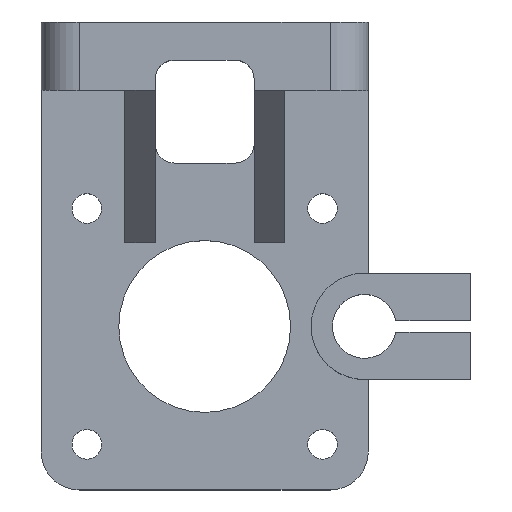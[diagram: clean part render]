
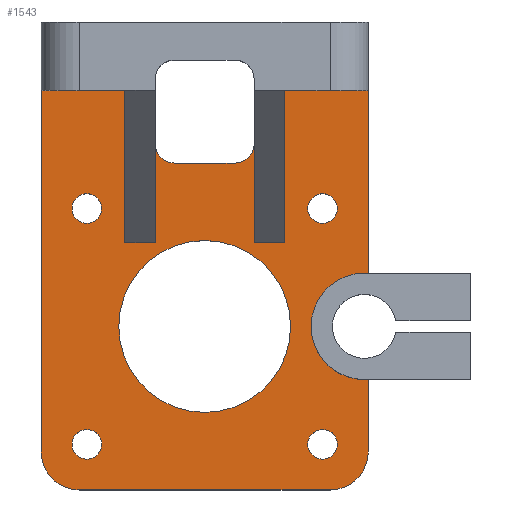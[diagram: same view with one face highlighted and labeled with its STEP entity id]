
A CAD part, top view. The second image highlights one B-rep face of the part: STEP entity #1543.
In plain terms, the highlighted planar face has unit normal (0, 0, 1).
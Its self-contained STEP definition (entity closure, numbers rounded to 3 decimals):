
#27=FACE_BOUND('',#247,.T.);
#28=FACE_BOUND('',#248,.T.);
#29=FACE_BOUND('',#249,.T.);
#30=FACE_BOUND('',#250,.T.);
#31=FACE_BOUND('',#251,.T.);
#83=PLANE('',#1668);
#157=FACE_OUTER_BOUND('',#246,.T.);
#246=EDGE_LOOP('',(#1344,#1345,#1346,#1347,#1348,#1349,#1350,#1351,#1352,
#1353,#1354,#1355,#1356,#1357,#1358,#1359,#1360,#1361,#1362,#1363));
#247=EDGE_LOOP('',(#1364));
#248=EDGE_LOOP('',(#1365));
#249=EDGE_LOOP('',(#1366));
#250=EDGE_LOOP('',(#1367));
#251=EDGE_LOOP('',(#1368));
#293=LINE('',#2162,#472);
#318=LINE('',#2237,#497);
#411=LINE('',#2450,#590);
#416=LINE('',#2462,#595);
#418=LINE('',#2465,#597);
#419=LINE('',#2468,#598);
#422=LINE('',#2474,#601);
#424=LINE('',#2477,#603);
#425=LINE('',#2479,#604);
#426=LINE('',#2482,#605);
#427=LINE('',#2484,#606);
#428=LINE('',#2488,#607);
#429=LINE('',#2490,#608);
#430=LINE('',#2491,#609);
#431=LINE('',#2492,#610);
#472=VECTOR('',#1737,10.);
#497=VECTOR('',#1794,10.);
#590=VECTOR('',#2003,10.);
#595=VECTOR('',#2016,10.);
#597=VECTOR('',#2020,10.);
#598=VECTOR('',#2023,10.);
#601=VECTOR('',#2028,10.);
#603=VECTOR('',#2032,10.);
#604=VECTOR('',#2035,10.);
#605=VECTOR('',#2038,10.);
#606=VECTOR('',#2039,10.);
#607=VECTOR('',#2042,10.);
#608=VECTOR('',#2043,10.);
#609=VECTOR('',#2044,10.);
#610=VECTOR('',#2045,10.);
#637=CIRCLE('',#1586,5.);
#650=CIRCLE('',#1602,5.);
#657=CIRCLE('',#1647,1.95);
#658=CIRCLE('',#1649,1.95);
#659=CIRCLE('',#1651,1.95);
#660=CIRCLE('',#1653,1.95);
#661=CIRCLE('',#1657,2.5);
#662=CIRCLE('',#1660,2.5);
#663=CIRCLE('',#1669,7.);
#664=CIRCLE('',#1670,11.3);
#693=VERTEX_POINT('',#2159);
#694=VERTEX_POINT('',#2161);
#701=VERTEX_POINT('',#2177);
#702=VERTEX_POINT('',#2178);
#728=VERTEX_POINT('',#2235);
#729=VERTEX_POINT('',#2239);
#784=VERTEX_POINT('',#2422);
#785=VERTEX_POINT('',#2426);
#786=VERTEX_POINT('',#2430);
#787=VERTEX_POINT('',#2434);
#788=VERTEX_POINT('',#2443);
#789=VERTEX_POINT('',#2444);
#790=VERTEX_POINT('',#2449);
#791=VERTEX_POINT('',#2453);
#792=VERTEX_POINT('',#2459);
#793=VERTEX_POINT('',#2461);
#794=VERTEX_POINT('',#2467);
#795=VERTEX_POINT('',#2471);
#796=VERTEX_POINT('',#2473);
#797=VERTEX_POINT('',#2481);
#798=VERTEX_POINT('',#2483);
#799=VERTEX_POINT('',#2485);
#800=VERTEX_POINT('',#2487);
#801=VERTEX_POINT('',#2489);
#802=VERTEX_POINT('',#2493);
#841=EDGE_CURVE('',#693,#694,#293,.T.);
#849=EDGE_CURVE('',#701,#702,#637,.T.);
#879=EDGE_CURVE('',#728,#702,#318,.T.);
#880=EDGE_CURVE('',#728,#729,#650,.T.);
#971=EDGE_CURVE('',#784,#784,#657,.T.);
#973=EDGE_CURVE('',#785,#785,#658,.T.);
#975=EDGE_CURVE('',#786,#786,#659,.T.);
#977=EDGE_CURVE('',#787,#787,#660,.T.);
#981=EDGE_CURVE('',#788,#789,#661,.T.);
#984=EDGE_CURVE('',#790,#788,#411,.T.);
#986=EDGE_CURVE('',#791,#790,#662,.T.);
#990=EDGE_CURVE('',#792,#793,#416,.T.);
#992=EDGE_CURVE('',#789,#792,#418,.T.);
#993=EDGE_CURVE('',#793,#794,#419,.T.);
#996=EDGE_CURVE('',#795,#796,#422,.T.);
#998=EDGE_CURVE('',#694,#795,#424,.T.);
#999=EDGE_CURVE('',#796,#791,#425,.T.);
#1000=EDGE_CURVE('',#797,#729,#426,.T.);
#1001=EDGE_CURVE('',#798,#797,#427,.T.);
#1002=EDGE_CURVE('',#799,#798,#663,.T.);
#1003=EDGE_CURVE('',#800,#799,#428,.T.);
#1004=EDGE_CURVE('',#801,#800,#429,.T.);
#1005=EDGE_CURVE('',#794,#801,#430,.T.);
#1006=EDGE_CURVE('',#701,#693,#431,.T.);
#1007=EDGE_CURVE('',#802,#802,#664,.T.);
#1344=ORIENTED_EDGE('',*,*,#849,.T.);
#1345=ORIENTED_EDGE('',*,*,#879,.F.);
#1346=ORIENTED_EDGE('',*,*,#880,.T.);
#1347=ORIENTED_EDGE('',*,*,#1000,.F.);
#1348=ORIENTED_EDGE('',*,*,#1001,.F.);
#1349=ORIENTED_EDGE('',*,*,#1002,.F.);
#1350=ORIENTED_EDGE('',*,*,#1003,.F.);
#1351=ORIENTED_EDGE('',*,*,#1004,.F.);
#1352=ORIENTED_EDGE('',*,*,#1005,.F.);
#1353=ORIENTED_EDGE('',*,*,#993,.F.);
#1354=ORIENTED_EDGE('',*,*,#990,.F.);
#1355=ORIENTED_EDGE('',*,*,#992,.F.);
#1356=ORIENTED_EDGE('',*,*,#981,.F.);
#1357=ORIENTED_EDGE('',*,*,#984,.F.);
#1358=ORIENTED_EDGE('',*,*,#986,.F.);
#1359=ORIENTED_EDGE('',*,*,#999,.F.);
#1360=ORIENTED_EDGE('',*,*,#996,.F.);
#1361=ORIENTED_EDGE('',*,*,#998,.F.);
#1362=ORIENTED_EDGE('',*,*,#841,.F.);
#1363=ORIENTED_EDGE('',*,*,#1006,.F.);
#1364=ORIENTED_EDGE('',*,*,#971,.F.);
#1365=ORIENTED_EDGE('',*,*,#973,.F.);
#1366=ORIENTED_EDGE('',*,*,#975,.F.);
#1367=ORIENTED_EDGE('',*,*,#977,.F.);
#1368=ORIENTED_EDGE('',*,*,#1007,.F.);
#1543=ADVANCED_FACE('',(#157,#27,#28,#29,#30,#31),#83,.F.);
#1586=AXIS2_PLACEMENT_3D('',#2179,#1747,#1748);
#1602=AXIS2_PLACEMENT_3D('',#2240,#1797,#1798);
#1647=AXIS2_PLACEMENT_3D('',#2424,#1971,#1972);
#1649=AXIS2_PLACEMENT_3D('',#2428,#1976,#1977);
#1651=AXIS2_PLACEMENT_3D('',#2432,#1981,#1982);
#1653=AXIS2_PLACEMENT_3D('',#2436,#1986,#1987);
#1657=AXIS2_PLACEMENT_3D('',#2445,#1997,#1998);
#1660=AXIS2_PLACEMENT_3D('',#2454,#2007,#2008);
#1668=AXIS2_PLACEMENT_3D('',#2480,#2036,#2037);
#1669=AXIS2_PLACEMENT_3D('',#2486,#2040,#2041);
#1670=AXIS2_PLACEMENT_3D('',#2494,#2046,#2047);
#1737=DIRECTION('',(1.,0.,0.));
#1747=DIRECTION('center_axis',(0.,0.,1.));
#1748=DIRECTION('ref_axis',(-0.707,-0.707,0.));
#1794=DIRECTION('',(-1.,0.,0.));
#1797=DIRECTION('center_axis',(0.,0.,1.));
#1798=DIRECTION('ref_axis',(0.707,-0.707,0.));
#1971=DIRECTION('center_axis',(0.,0.,1.));
#1972=DIRECTION('ref_axis',(-1.,0.,0.));
#1976=DIRECTION('center_axis',(0.,0.,1.));
#1977=DIRECTION('ref_axis',(-1.,0.,0.));
#1981=DIRECTION('center_axis',(0.,0.,1.));
#1982=DIRECTION('ref_axis',(-1.,0.,0.));
#1986=DIRECTION('center_axis',(0.,0.,1.));
#1987=DIRECTION('ref_axis',(-1.,0.,0.));
#1997=DIRECTION('center_axis',(0.,0.,1.));
#1998=DIRECTION('ref_axis',(0.707,-0.707,0.));
#2003=DIRECTION('',(1.,0.,0.));
#2007=DIRECTION('center_axis',(0.,0.,1.));
#2008=DIRECTION('ref_axis',(-0.707,-0.707,0.));
#2016=DIRECTION('',(1.,0.,0.));
#2020=DIRECTION('',(0.,-1.,0.));
#2023=DIRECTION('',(0.,1.,0.));
#2028=DIRECTION('',(1.,0.,0.));
#2032=DIRECTION('',(0.,-1.,0.));
#2035=DIRECTION('',(0.,1.,0.));
#2036=DIRECTION('center_axis',(0.,0.,-1.));
#2037=DIRECTION('ref_axis',(-1.,0.,0.));
#2038=DIRECTION('',(0.,-1.,0.));
#2039=DIRECTION('',(1.,0.,0.));
#2040=DIRECTION('center_axis',(0.,0.,1.));
#2041=DIRECTION('ref_axis',(0.,-1.,0.));
#2042=DIRECTION('',(-1.,0.,0.));
#2043=DIRECTION('',(0.,-1.,0.));
#2044=DIRECTION('',(1.,0.,0.));
#2045=DIRECTION('',(0.,1.,0.));
#2046=DIRECTION('center_axis',(0.,0.,1.));
#2047=DIRECTION('ref_axis',(-1.,0.,0.));
#2159=CARTESIAN_POINT('',(-91.48,31.,-44.));
#2161=CARTESIAN_POINT('',(-80.48,31.,-44.));
#2162=CARTESIAN_POINT('',(-69.98,31.,-44.));
#2177=CARTESIAN_POINT('',(-91.48,-16.5,-44.));
#2178=CARTESIAN_POINT('',(-86.48,-21.5,-44.));
#2179=CARTESIAN_POINT('Origin',(-86.48,-16.5,-44.));
#2235=CARTESIAN_POINT('',(-53.48,-21.5,-44.));
#2237=CARTESIAN_POINT('',(-48.48,-21.5,-44.));
#2239=CARTESIAN_POINT('',(-48.48,-16.5,-44.));
#2240=CARTESIAN_POINT('Origin',(-53.48,-16.5,-44.));
#2422=CARTESIAN_POINT('',(-52.53,15.5,-44.));
#2424=CARTESIAN_POINT('Origin',(-54.48,15.5,-44.));
#2426=CARTESIAN_POINT('',(-83.53,15.5,-44.));
#2428=CARTESIAN_POINT('Origin',(-85.48,15.5,-44.));
#2430=CARTESIAN_POINT('',(-52.53,-15.5,-44.));
#2432=CARTESIAN_POINT('Origin',(-54.48,-15.5,-44.));
#2434=CARTESIAN_POINT('',(-83.53,-15.5,-44.));
#2436=CARTESIAN_POINT('Origin',(-85.48,-15.5,-44.));
#2443=CARTESIAN_POINT('',(-65.98,21.49,-44.));
#2444=CARTESIAN_POINT('',(-63.48,23.99,-44.));
#2445=CARTESIAN_POINT('Origin',(-65.98,23.99,-44.));
#2449=CARTESIAN_POINT('',(-73.98,21.49,-44.));
#2450=CARTESIAN_POINT('',(-66.73,21.49,-44.));
#2453=CARTESIAN_POINT('',(-76.48,23.99,-44.));
#2454=CARTESIAN_POINT('Origin',(-73.98,23.99,-44.));
#2459=CARTESIAN_POINT('',(-63.48,11.,-44.));
#2461=CARTESIAN_POINT('',(-59.48,11.,-44.));
#2462=CARTESIAN_POINT('',(-65.73,11.,-44.));
#2465=CARTESIAN_POINT('',(-63.48,22.049,-44.));
#2467=CARTESIAN_POINT('',(-59.48,31.,-44.));
#2468=CARTESIAN_POINT('',(-59.48,8.125,-44.));
#2471=CARTESIAN_POINT('',(-80.48,11.,-44.));
#2473=CARTESIAN_POINT('',(-76.48,11.,-44.));
#2474=CARTESIAN_POINT('',(-74.23,11.,-44.));
#2477=CARTESIAN_POINT('',(-80.48,22.144,-44.));
#2479=CARTESIAN_POINT('',(-76.48,8.125,-44.));
#2480=CARTESIAN_POINT('Origin',(-69.98,9.25,-44.));
#2481=CARTESIAN_POINT('',(-48.48,-7.,-44.));
#2482=CARTESIAN_POINT('',(-48.48,40.,-44.));
#2483=CARTESIAN_POINT('',(-48.98,-7.,-44.));
#2484=CARTESIAN_POINT('',(-34.99,-7.,-44.));
#2485=CARTESIAN_POINT('',(-48.98,7.,-44.));
#2486=CARTESIAN_POINT('Origin',(-48.98,0.,-44.));
#2487=CARTESIAN_POINT('',(-48.48,7.,-44.));
#2488=CARTESIAN_POINT('',(-34.99,7.,-44.));
#2489=CARTESIAN_POINT('',(-48.48,31.,-44.));
#2490=CARTESIAN_POINT('',(-48.48,40.,-44.));
#2491=CARTESIAN_POINT('',(-69.98,31.,-44.));
#2492=CARTESIAN_POINT('',(-91.48,-21.5,-44.));
#2493=CARTESIAN_POINT('',(-58.68,0.,-44.));
#2494=CARTESIAN_POINT('Origin',(-69.98,0.,-44.));
